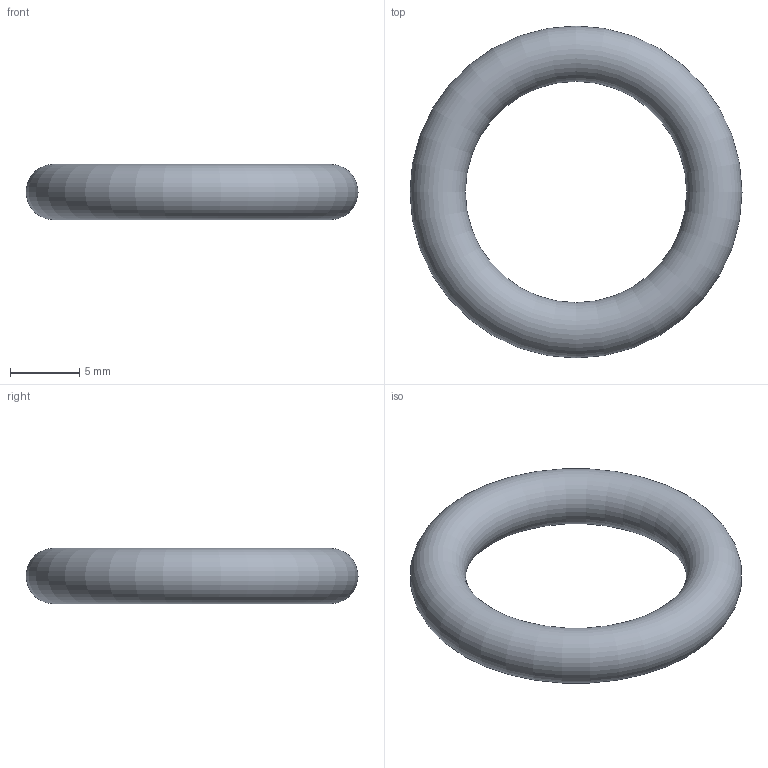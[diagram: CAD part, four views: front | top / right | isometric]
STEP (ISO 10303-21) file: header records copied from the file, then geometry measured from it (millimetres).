
FILE_DESCRIPTION(('FreeCAD Model'),'2;1');
FILE_NAME('torus_1.step', '2017-04-02T18:46:59',('Author'),(''), 'Open CASCADE STEP processor 6.8','FreeCAD','Unknown');
FILE_SCHEMA(('AUTOMOTIVE_DESIGN_CC2 { 1 2 10303 214 -1 1 5 4 }'));
Length unit declared in the file: millimetre
Products named in the file (2): ASSEMBLY; Torus
Assembly tree (1 placements, depth 2):
  ASSEMBLY
    Torus
Bounding box: 24 x 24 x 4 mm (x, y, z)
Volume: 789.6 mm3; surface area: 789.6 mm2
Topology: 1 solids, 1 shells, 1 faces, 2 edges, 1 vertices
Faces by surface type: torus 1
Entity records: 55 total; most frequent: DIRECTION 6, CARTESIAN_POINT 4, PRODUCT_DEFINITION_SHAPE 3, AXIS2_PLACEMENT_3D 3, SHAPE_DEFINITION_REPRESENTATION 2, PRODUCT_DEFINITION 2, PRODUCT_DEFINITION_FORMATION 2, PRODUCT 2
